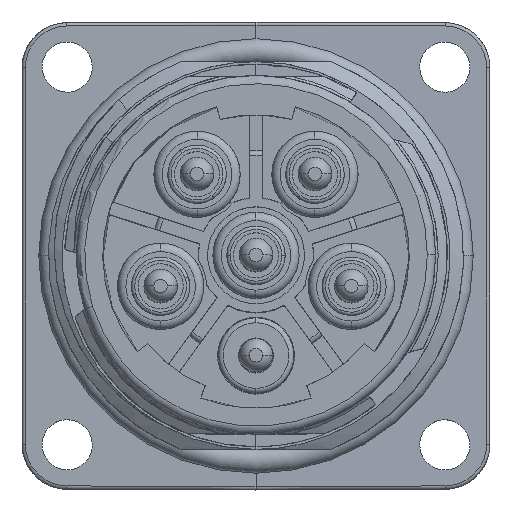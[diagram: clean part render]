
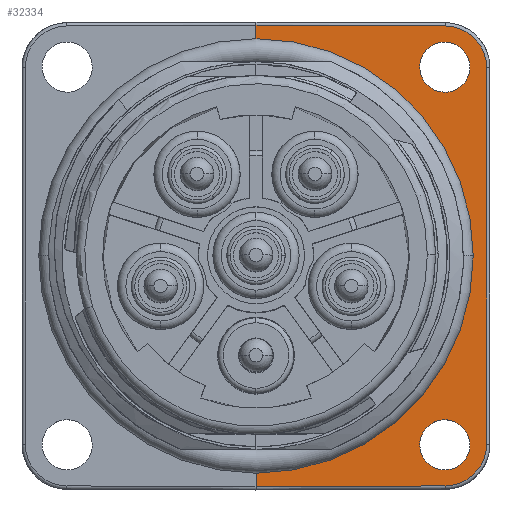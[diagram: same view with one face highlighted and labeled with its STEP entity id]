
A CAD part, top view. The second image highlights one B-rep face of the part: STEP entity #32334.
In plain terms, the highlighted planar face has unit normal (0.004, 0, 1).
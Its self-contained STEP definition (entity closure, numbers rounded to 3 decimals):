
#11256=CARTESIAN_POINT('',(0.,11.8,
16.8));
#11332=DIRECTION('',(-1.,-0.003,0.003));
#11333=VECTOR('',#11332,11.309);
#11334=CARTESIAN_POINT('',(11.309,-13.761,
16.761));
#11335=LINE('',#11334,#11333);
#11336=DIRECTION('',(0.,1.,0.));
#11337=VECTOR('',#11336,2.);
#11338=CARTESIAN_POINT('',(0.,-13.8,
16.8));
#11339=LINE('',#11338,#11337);
#11340=CARTESIAN_POINT('',(0.,-11.8,
16.8));
#11341=CARTESIAN_POINT('',(1.543,-11.8,
16.795));
#11342=CARTESIAN_POINT('',(4.634,-11.185,
16.784));
#11343=CARTESIAN_POINT('',(8.56,-8.561,
16.77));
#11344=CARTESIAN_POINT('',(11.185,-4.633,
16.761));
#11345=CARTESIAN_POINT('',(12.107,0.,
16.758));
#11346=CARTESIAN_POINT('',(11.185,4.633,16.761));
#11347=CARTESIAN_POINT('',(8.56,8.561,16.77));
#11348=CARTESIAN_POINT('',(4.633,11.185,16.784));
#11349=CARTESIAN_POINT('',(1.543,11.8,16.795));
#11350=CARTESIAN_POINT('',(0.,11.8,
16.8));
#11352=DIRECTION('',(0.,1.,0.));
#11353=VECTOR('',#11352,2.);
#11354=CARTESIAN_POINT('',(0.,11.8,
16.8));
#11355=LINE('',#11354,#11353);
#11356=DIRECTION('',(1.,-0.003,-0.003));
#11357=VECTOR('',#11356,11.31);
#11358=CARTESIAN_POINT('',(0.,13.8,
16.8));
#11359=LINE('',#11358,#11357);
#11360=CARTESIAN_POINT('',(11.301,11.261,16.761));
#11361=DIRECTION('',(-0.003,0.,-1.));
#11362=DIRECTION('',(0.004,1.,0.));
#11363=AXIS2_PLACEMENT_3D('',#11360,#11361,#11362);
#11365=CARTESIAN_POINT('',(11.301,-11.261,
16.761));
#11366=DIRECTION('',(-0.003,0.,-1.));
#11367=DIRECTION('',(1.,0.,-0.003));
#11368=AXIS2_PLACEMENT_3D('',#11365,#11366,#11367);
#11761=DIRECTION('',(0.,1.,0.));
#11762=VECTOR('',#11761,22.521);
#11763=CARTESIAN_POINT('',(13.801,-11.261,
16.752));
#11764=LINE('',#11763,#11762);
#15516=CARTESIAN_POINT('',(11.3,-12.8,16.761));
#15517=CARTESIAN_POINT('',(11.123,-12.8,16.761));
#15518=CARTESIAN_POINT('',(10.741,-12.736,
16.763));
#15519=CARTESIAN_POINT('',(10.208,-12.392,
16.764));
#15520=CARTESIAN_POINT('',(9.921,-11.948,
16.765));
#15521=CARTESIAN_POINT('',(9.816,-11.571,
16.766));
#15522=CARTESIAN_POINT('',(9.792,-11.3,16.766));
#15523=CARTESIAN_POINT('',(9.816,-11.029,
16.766));
#15524=CARTESIAN_POINT('',(9.921,-10.652,
16.765));
#15525=CARTESIAN_POINT('',(10.208,-10.208,
16.764));
#15526=CARTESIAN_POINT('',(10.741,-9.864,
16.763));
#15527=CARTESIAN_POINT('',(11.123,-9.8,16.761));
#15528=CARTESIAN_POINT('',(11.3,-9.8,16.761));
#15534=CARTESIAN_POINT('',(11.3,-9.8,16.761));
#15535=CARTESIAN_POINT('',(11.477,-9.8,16.76));
#15536=CARTESIAN_POINT('',(11.859,-9.864,
16.759));
#15537=CARTESIAN_POINT('',(12.392,-10.208,
16.757));
#15538=CARTESIAN_POINT('',(12.679,-10.652,
16.756));
#15539=CARTESIAN_POINT('',(12.784,-11.029,
16.755));
#15540=CARTESIAN_POINT('',(12.808,-11.3,16.755));
#15541=CARTESIAN_POINT('',(12.784,-11.571,
16.755));
#15542=CARTESIAN_POINT('',(12.679,-11.948,
16.756));
#15543=CARTESIAN_POINT('',(12.392,-12.392,
16.757));
#15544=CARTESIAN_POINT('',(11.859,-12.736,
16.759));
#15545=CARTESIAN_POINT('',(11.477,-12.8,16.76));
#15546=CARTESIAN_POINT('',(11.3,-12.8,16.761));
#15552=CARTESIAN_POINT('',(11.3,9.8,16.761));
#15553=CARTESIAN_POINT('',(11.123,9.8,16.761));
#15554=CARTESIAN_POINT('',(10.741,9.864,16.763));
#15555=CARTESIAN_POINT('',(10.208,10.208,16.764));
#15556=CARTESIAN_POINT('',(9.921,10.652,16.765));
#15557=CARTESIAN_POINT('',(9.816,11.029,16.766));
#15558=CARTESIAN_POINT('',(9.792,11.3,16.766));
#15559=CARTESIAN_POINT('',(9.816,11.571,16.766));
#15560=CARTESIAN_POINT('',(9.921,11.948,16.765));
#15561=CARTESIAN_POINT('',(10.208,12.392,16.764));
#15562=CARTESIAN_POINT('',(10.741,12.736,16.763));
#15563=CARTESIAN_POINT('',(11.123,12.8,16.761));
#15564=CARTESIAN_POINT('',(11.3,12.8,16.761));
#15570=CARTESIAN_POINT('',(11.3,12.8,16.761));
#15571=CARTESIAN_POINT('',(11.477,12.8,16.76));
#15572=CARTESIAN_POINT('',(11.859,12.736,16.759));
#15573=CARTESIAN_POINT('',(12.392,12.392,16.757));
#15574=CARTESIAN_POINT('',(12.679,11.948,16.756));
#15575=CARTESIAN_POINT('',(12.784,11.571,16.755));
#15576=CARTESIAN_POINT('',(12.808,11.3,16.755));
#15577=CARTESIAN_POINT('',(12.784,11.029,16.755));
#15578=CARTESIAN_POINT('',(12.679,10.652,16.756));
#15579=CARTESIAN_POINT('',(12.392,10.208,16.757));
#15580=CARTESIAN_POINT('',(11.859,9.864,16.759));
#15581=CARTESIAN_POINT('',(11.477,9.8,16.76));
#15582=CARTESIAN_POINT('',(11.3,9.8,16.761));
#17169=VERTEX_POINT('',#11256);
#17170=VERTEX_POINT('',#11340);
#17175=CARTESIAN_POINT('',(0.,13.8,
16.8));
#17176=VERTEX_POINT('',#17175);
#17177=CARTESIAN_POINT('',(0.,-13.8,
16.8));
#17178=VERTEX_POINT('',#17177);
#17195=CARTESIAN_POINT('',(11.309,-13.761,
16.761));
#17196=VERTEX_POINT('',#17195);
#17199=CARTESIAN_POINT('',(11.309,13.761,16.761));
#17200=VERTEX_POINT('',#17199);
#17201=CARTESIAN_POINT('',(13.801,11.26,16.752));
#17202=VERTEX_POINT('',#17201);
#17203=CARTESIAN_POINT('',(13.801,-11.261,
16.752));
#17204=VERTEX_POINT('',#17203);
#17205=VERTEX_POINT('',#15516);
#17206=VERTEX_POINT('',#15528);
#17207=VERTEX_POINT('',#15552);
#17208=VERTEX_POINT('',#15564);
#32303=CARTESIAN_POINT('',(0.,14.,16.8));
#32304=DIRECTION('',(0.003,0.,1.));
#32305=DIRECTION('',(0.,-1.,0.));
#32306=AXIS2_PLACEMENT_3D('',#32303,#32304,#32305);
#32307=PLANE('',#32306);
#32308=ORIENTED_EDGE('',*,*,#32293,.T.);
#32309=ORIENTED_EDGE('',*,*,#32208,.T.);
#32310=ORIENTED_EDGE('',*,*,#32092,.T.);
#32311=ORIENTED_EDGE('',*,*,#32205,.T.);
#32313=ORIENTED_EDGE('',*,*,#32312,.T.);
#32315=ORIENTED_EDGE('',*,*,#32314,.T.);
#32317=ORIENTED_EDGE('',*,*,#32316,.F.);
#32319=ORIENTED_EDGE('',*,*,#32318,.T.);
#32320=EDGE_LOOP('',(#32308,#32309,#32310,#32311,#32313,#32315,#32317,#32319));
#32321=FACE_OUTER_BOUND('',#32320,.F.);
#32323=ORIENTED_EDGE('',*,*,#32322,.F.);
#32325=ORIENTED_EDGE('',*,*,#32324,.F.);
#32326=EDGE_LOOP('',(#32323,#32325));
#32327=FACE_BOUND('',#32326,.F.);
#32329=ORIENTED_EDGE('',*,*,#32328,.F.);
#32331=ORIENTED_EDGE('',*,*,#32330,.F.);
#32332=EDGE_LOOP('',(#32329,#32331));
#32333=FACE_BOUND('',#32332,.F.);
#32334=ADVANCED_FACE('',(#32321,#32327,#32333),#32307,.T.);
#11351=B_SPLINE_CURVE_WITH_KNOTS('',3,(#11340,#11341,#11342,#11343,#11344,
#11345,#11346,#11347,#11348,#11349,#11350),.UNSPECIFIED.,.F.,.F.,(4,1,1,1,1,1,1,
1,4),(0.,0.125,0.25,0.375,0.5,0.625,0.75,0.875,1.),
.UNSPECIFIED.);
#11364=CIRCLE('',#11363,2.5);
#11369=CIRCLE('',#11368,2.5);
#15529=B_SPLINE_CURVE_WITH_KNOTS('',3,(#15516,#15517,#15518,#15519,#15520,
#15521,#15522,#15523,#15524,#15525,#15526,#15527,#15528),.UNSPECIFIED.,.F.,.F.,(
4,1,1,1,1,1,1,1,1,1,4),(0.,0.125,0.25,0.375,0.438,0.5,0.563,
0.625,0.75,0.875,1.),.UNSPECIFIED.);
#15547=B_SPLINE_CURVE_WITH_KNOTS('',3,(#15534,#15535,#15536,#15537,#15538,
#15539,#15540,#15541,#15542,#15543,#15544,#15545,#15546),.UNSPECIFIED.,.F.,.F.,(
4,1,1,1,1,1,1,1,1,1,4),(0.,0.125,0.25,0.375,0.438,0.5,0.563,
0.625,0.75,0.875,1.),.UNSPECIFIED.);
#15565=B_SPLINE_CURVE_WITH_KNOTS('',3,(#15552,#15553,#15554,#15555,#15556,
#15557,#15558,#15559,#15560,#15561,#15562,#15563,#15564),.UNSPECIFIED.,.F.,.F.,(
4,1,1,1,1,1,1,1,1,1,4),(0.,0.125,0.25,0.375,0.438,0.5,0.563,
0.625,0.75,0.875,1.),.UNSPECIFIED.);
#15583=B_SPLINE_CURVE_WITH_KNOTS('',3,(#15570,#15571,#15572,#15573,#15574,
#15575,#15576,#15577,#15578,#15579,#15580,#15581,#15582),.UNSPECIFIED.,.F.,.F.,(
4,1,1,1,1,1,1,1,1,1,4),(0.,0.125,0.25,0.375,0.438,0.5,0.563,
0.625,0.75,0.875,1.),.UNSPECIFIED.);
#32092=EDGE_CURVE('',#17170,#17169,#11351,.T.);
#32205=EDGE_CURVE('',#17169,#17176,#11355,.T.);
#32208=EDGE_CURVE('',#17178,#17170,#11339,.T.);
#32293=EDGE_CURVE('',#17196,#17178,#11335,.T.);
#32312=EDGE_CURVE('',#17176,#17200,#11359,.T.);
#32314=EDGE_CURVE('',#17200,#17202,#11364,.T.);
#32316=EDGE_CURVE('',#17204,#17202,#11764,.T.);
#32318=EDGE_CURVE('',#17204,#17196,#11369,.T.);
#32322=EDGE_CURVE('',#17205,#17206,#15529,.T.);
#32324=EDGE_CURVE('',#17206,#17205,#15547,.T.);
#32328=EDGE_CURVE('',#17207,#17208,#15565,.T.);
#32330=EDGE_CURVE('',#17208,#17207,#15583,.T.);
